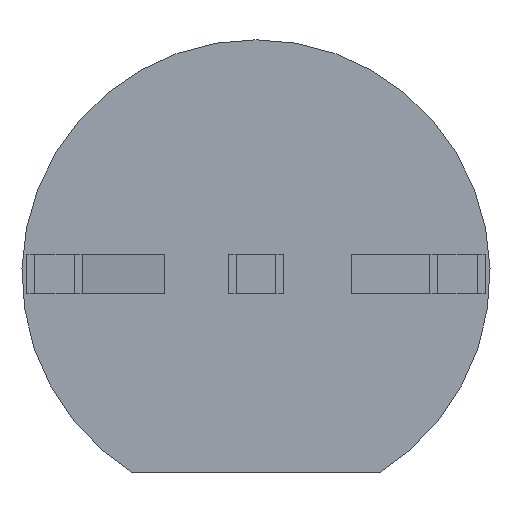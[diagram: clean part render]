
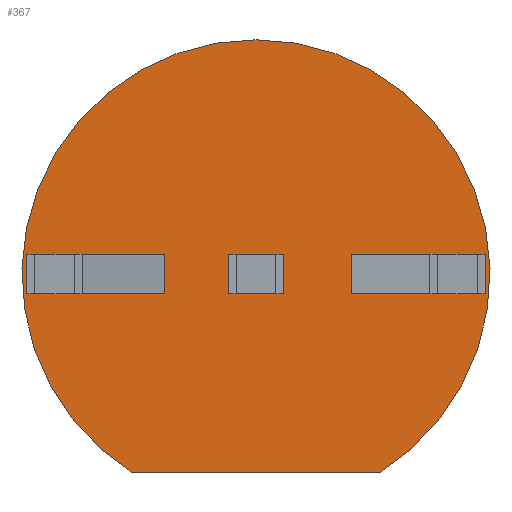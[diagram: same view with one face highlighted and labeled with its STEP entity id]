
A CAD part, front view. The second image highlights one B-rep face of the part: STEP entity #367.
In plain terms, the highlighted planar face has unit normal (0, -1, 0).
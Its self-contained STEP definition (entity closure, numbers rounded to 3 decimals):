
#55 = EDGE_LOOP ( 'NONE', ( #1275, #443 ) ) ;
#65 = VECTOR ( 'NONE', #1460, 1000. ) ;
#116 = EDGE_CURVE ( 'NONE', #415, #764, #1138, .T. ) ;
#152 = DIRECTION ( 'NONE',  ( 0., 1., 0. ) ) ;
#219 = LINE ( 'NONE', #1240, #65 ) ;
#367 = ADVANCED_FACE ( 'NONE', ( #782 ), #1065, .F. ) ;
#415 = VERTEX_POINT ( 'NONE', #1594 ) ;
#443 = ORIENTED_EDGE ( 'NONE', *, *, #116, .F. ) ;
#462 = EDGE_CURVE ( 'NONE', #764, #415, #219, .T. ) ;
#535 = DIRECTION ( 'NONE',  ( 0., 1., 0. ) ) ;
#663 = CARTESIAN_POINT ( 'NONE',  ( 0., 0., 0. ) ) ;
#764 = VERTEX_POINT ( 'NONE', #1865 ) ;
#782 = FACE_OUTER_BOUND ( 'NONE', #55, .T. ) ;
#1065 = PLANE ( 'NONE',  #1397 ) ;
#1102 = DIRECTION ( 'NONE',  ( 0., 0., 1. ) ) ;
#1138 = CIRCLE ( 'NONE', #1828, 2.95 ) ;
#1240 = CARTESIAN_POINT ( 'NONE',  ( 0., 0., -2.5 ) ) ;
#1275 = ORIENTED_EDGE ( 'NONE', *, *, #462, .F. ) ;
#1397 = AXIS2_PLACEMENT_3D ( 'NONE', #1639, #152, #1774 ) ;
#1460 = DIRECTION ( 'NONE',  ( -1., 0., 0. ) ) ;
#1594 = CARTESIAN_POINT ( 'NONE',  ( -1.566, 0., -2.5 ) ) ;
#1639 = CARTESIAN_POINT ( 'NONE',  ( 0., 0., 0. ) ) ;
#1774 = DIRECTION ( 'NONE',  ( 0., 0., 1. ) ) ;
#1828 = AXIS2_PLACEMENT_3D ( 'NONE', #663, #535, #1102 ) ;
#1865 = CARTESIAN_POINT ( 'NONE',  ( 1.566, 0., -2.5 ) ) ;
